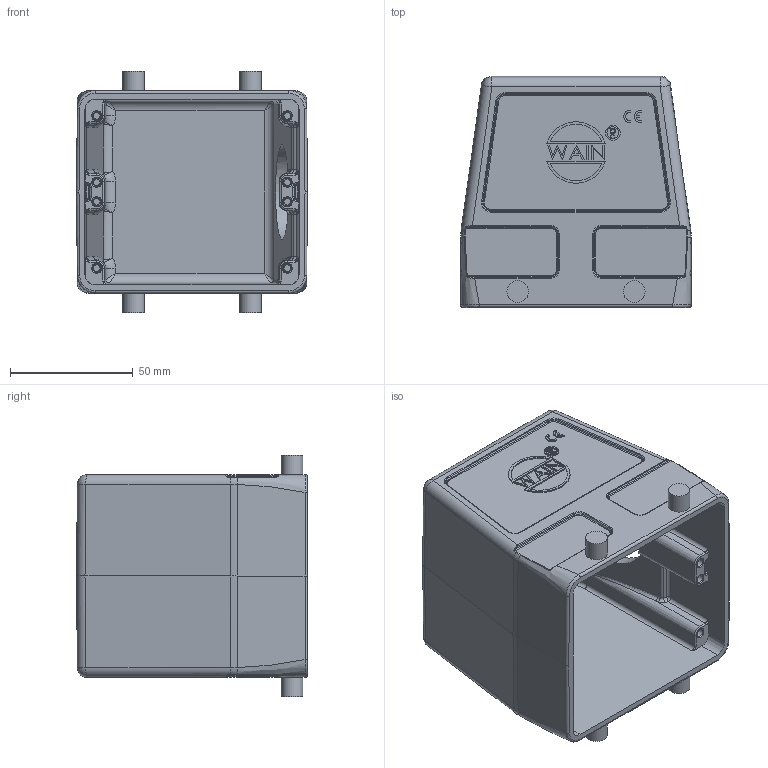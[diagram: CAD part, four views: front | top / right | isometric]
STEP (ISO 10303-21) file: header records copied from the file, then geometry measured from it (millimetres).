
FILE_DESCRIPTION(/* description */ (''),/* implementation_level */ '2;1');
FILE_NAME(/* name */ '40.stp',/* time_stamp */ '2023-12-29T17:05:43+08:00',/* author */ (''),/* organization */ (''),/* preprocessor_version */ 'ST-DEVELOPER v18.1',/* originating_system */ 'SIEMENS PLM Software NX 1980',/* authorisation */ '');
FILE_SCHEMA (('AP203_CONFIGURATION_CONTROLLED_3D_DESIGN_OF_MECHANICAL_PARTS_AND_ASSEMBLIES_MIM_LF { 1 0 10303 403 2 1 2}'));
Length unit declared in the file: millimetre
Products named in the file (1): 3D_1240325301004_HV32B-SE-4B-M32_V1.1_stp
Bounding box: 94 x 94 x 98.5 mm (x, y, z)
Volume: 159946.1 mm3; surface area: 71287.5 mm2
Topology: 1 solids, 1 shells, 602 faces, 1424 edges, 855 vertices
Faces by surface type: plane 238, cylinder 176, bspline 72, torus 66, cone 34, sphere 10, extrusion 6
Full cylindrical faces by diameter (mm): 2.74 x8, 3.5 x8, 4.8 x2, 6 x2, 8.8 x4, 38.5 x1
Entity records: 18886 total; most frequent: CARTESIAN_POINT 5537, DIRECTION 2760, ORIENTED_EDGE 2712, EDGE_CURVE 1356, AXIS2_PLACEMENT_3D 1019, VERTEX_POINT 838, VECTOR 722, LINE 716
